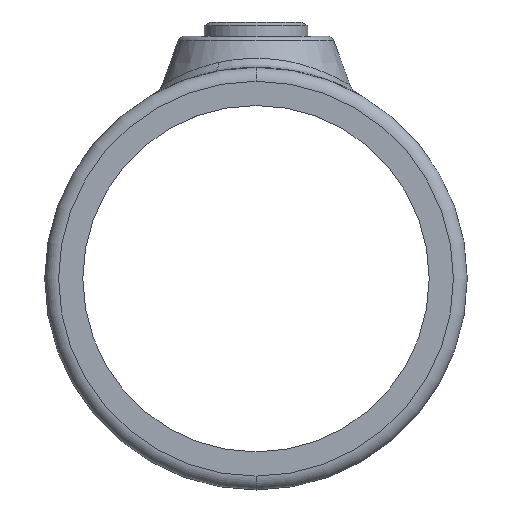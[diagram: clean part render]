
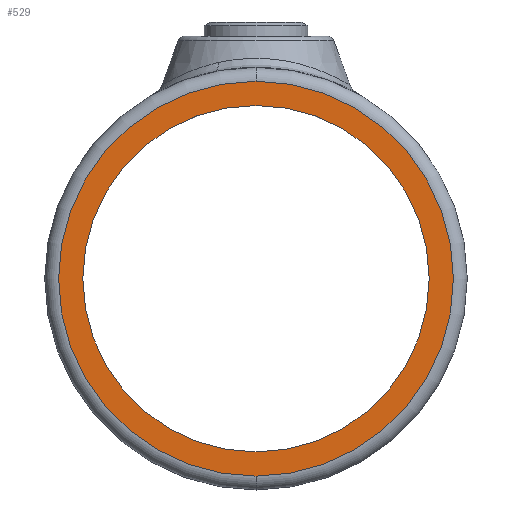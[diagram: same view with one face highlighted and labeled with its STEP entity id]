
A CAD part, front view. The second image highlights one B-rep face of the part: STEP entity #529.
In plain terms, the highlighted planar face has unit normal (0, -1, 0).
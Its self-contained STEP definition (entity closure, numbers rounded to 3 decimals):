
#11 = DIRECTION ( 'NONE',  ( 1., 0., 0. ) ) ;
#43 = DIRECTION ( 'NONE',  ( 0., 0., 1. ) ) ;
#58 = AXIS2_PLACEMENT_3D ( 'NONE', #1436, #1434, #11 ) ;
#71 = DIRECTION ( 'NONE',  ( 0., 0., 1. ) ) ;
#121 = DIRECTION ( 'NONE',  ( 0., -1., 0. ) ) ;
#149 = CARTESIAN_POINT ( 'NONE',  ( 0., -50., 0. ) ) ;
#153 = DIRECTION ( 'NONE',  ( 0., -1., 0. ) ) ;
#171 = EDGE_CURVE ( 'NONE', #582, #1004, #2777, .T. ) ;
#292 = AXIS2_PLACEMENT_3D ( 'NONE', #149, #153, #71 ) ;
#328 = FACE_OUTER_BOUND ( 'NONE', #1854, .T. ) ;
#401 = VERTEX_POINT ( 'NONE', #1878 ) ;
#434 = CARTESIAN_POINT ( 'NONE',  ( 0., -50., 0. ) ) ;
#529 = ADVANCED_FACE ( 'NONE', ( #328, #1537 ), #665, .F. ) ;
#582 = VERTEX_POINT ( 'NONE', #783 ) ;
#665 = PLANE ( 'NONE',  #2056 ) ;
#773 = VERTEX_POINT ( 'NONE', #1018 ) ;
#783 = CARTESIAN_POINT ( 'NONE',  ( 0., -50., -28.5 ) ) ;
#784 = CARTESIAN_POINT ( 'NONE',  ( 0., -50., 0. ) ) ;
#861 = DIRECTION ( 'NONE',  ( 0., 1., 0. ) ) ;
#871 = ORIENTED_EDGE ( 'NONE', *, *, #171, .T. ) ;
#959 = CARTESIAN_POINT ( 'NONE',  ( 0., -50., 28.5 ) ) ;
#997 = DIRECTION ( 'NONE',  ( 1., 0., 0. ) ) ;
#1004 = VERTEX_POINT ( 'NONE', #959 ) ;
#1018 = CARTESIAN_POINT ( 'NONE',  ( 0., -50., -25. ) ) ;
#1187 = DIRECTION ( 'NONE',  ( 0., 0., 1. ) ) ;
#1264 = EDGE_CURVE ( 'NONE', #773, #401, #1562, .T. ) ;
#1385 = ORIENTED_EDGE ( 'NONE', *, *, #2472, .T. ) ;
#1434 = DIRECTION ( 'NONE',  ( 0., 1., 0. ) ) ;
#1436 = CARTESIAN_POINT ( 'NONE',  ( 0., -50., 0. ) ) ;
#1457 = CIRCLE ( 'NONE', #292, 28.5 ) ;
#1537 = FACE_BOUND ( 'NONE', #2425, .T. ) ;
#1562 = CIRCLE ( 'NONE', #2612, 25. ) ;
#1692 = CIRCLE ( 'NONE', #58, 25. ) ;
#1826 = ORIENTED_EDGE ( 'NONE', *, *, #2738, .T. ) ;
#1854 = EDGE_LOOP ( 'NONE', ( #1385, #871 ) ) ;
#1878 = CARTESIAN_POINT ( 'NONE',  ( 0., -50., 25. ) ) ;
#2018 = ORIENTED_EDGE ( 'NONE', *, *, #1264, .T. ) ;
#2056 = AXIS2_PLACEMENT_3D ( 'NONE', #434, #861, #43 ) ;
#2297 = DIRECTION ( 'NONE',  ( 0., 1., 0. ) ) ;
#2425 = EDGE_LOOP ( 'NONE', ( #2018, #1826 ) ) ;
#2472 = EDGE_CURVE ( 'NONE', #1004, #582, #1457, .T. ) ;
#2612 = AXIS2_PLACEMENT_3D ( 'NONE', #784, #2297, #997 ) ;
#2631 = AXIS2_PLACEMENT_3D ( 'NONE', #2692, #121, #1187 ) ;
#2692 = CARTESIAN_POINT ( 'NONE',  ( 0., -50., 0. ) ) ;
#2738 = EDGE_CURVE ( 'NONE', #401, #773, #1692, .T. ) ;
#2777 = CIRCLE ( 'NONE', #2631, 28.5 ) ;
